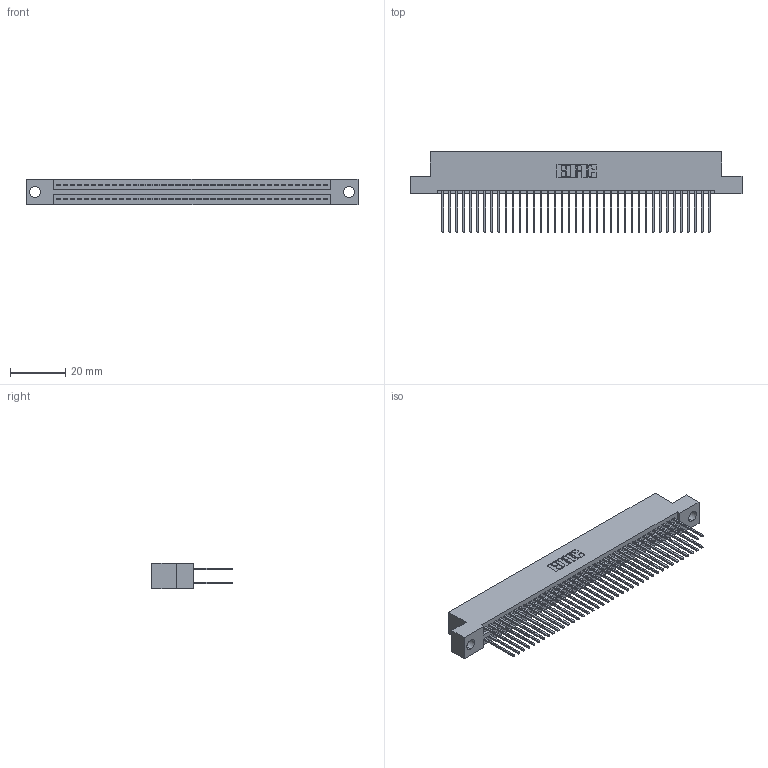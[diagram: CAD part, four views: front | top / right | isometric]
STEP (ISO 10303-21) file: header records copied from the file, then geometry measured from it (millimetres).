
FILE_DESCRIPTION (( 'STEP AP203' ), '1' );
FILE_NAME ('395-078-540-204.STEP', '2018-11-28T00:17:33', ( '' ), ( '' ), 'SwSTEP 2.0', 'SolidWorks 2016', '' );
FILE_SCHEMA (( 'CONFIG_CONTROL_DESIGN' ));
Length unit declared in the file: inch
Products named in the file (3): 395-078-540-204; 345-292-001_345-293-140; 345 Part_Flush Mounting Lugs - 0.156 Dia-TH
Assembly tree (79 placements, depth 2):
  395-078-540-204
    345 Part_Flush Mounting Lugs - 0.156 Dia-TH
    345-292-001_345-293-140  x78
Bounding box: 120.27 x 29.13 x 9.4 mm (x, y, z)
Volume: 11863.1 mm3; surface area: 18664.5 mm2
Topology: 79 solids, 79 shells, 4026 faces, 11963 edges, 7870 vertices
Faces by surface type: plane 2654, cylinder 1372
Entity records: 31025 total; most frequent: CARTESIAN_POINT 5204, ORIENTED_EDGE 5138, DIRECTION 4593, EDGE_CURVE 2569, VECTOR 2281, LINE 2281, VERTEX_POINT 1710, AXIS2_PLACEMENT_3D 1156
